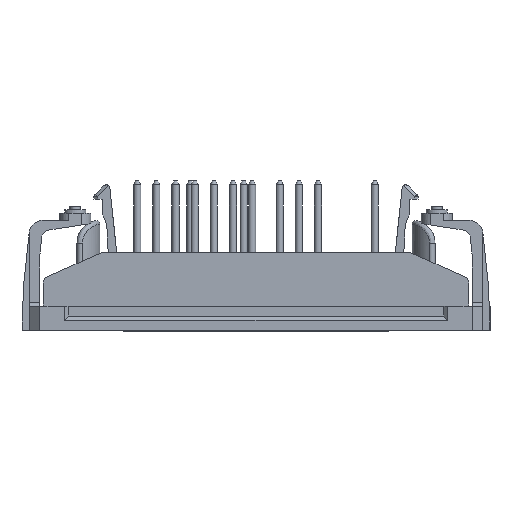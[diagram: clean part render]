
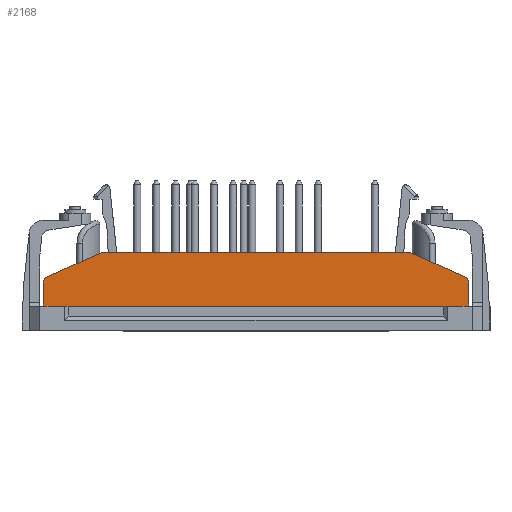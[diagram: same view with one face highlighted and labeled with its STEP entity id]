
A CAD part, front view. The second image highlights one B-rep face of the part: STEP entity #2168.
In plain terms, the highlighted planar face has unit normal (0, -1, 0).
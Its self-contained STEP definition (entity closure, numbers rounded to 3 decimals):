
#2168 = ADVANCED_FACE( '', ( #4781 ), #4782, .F. );
#4781 = FACE_OUTER_BOUND( '', #9420, .T. );
#4782 = PLANE( '', #9421 );
#9420 = EDGE_LOOP( '', ( #15775, #15776, #15777, #15778, #15779, #15780, #15781, #15782 ) );
#9421 = AXIS2_PLACEMENT_3D( '', #15783, #15784, #15785 );
#15775 = ORIENTED_EDGE( '', *, *, #20648, .F. );
#15776 = ORIENTED_EDGE( '', *, *, #20073, .T. );
#15777 = ORIENTED_EDGE( '', *, *, #18387, .F. );
#15778 = ORIENTED_EDGE( '', *, *, #19625, .F. );
#15779 = ORIENTED_EDGE( '', *, *, #19144, .F. );
#15780 = ORIENTED_EDGE( '', *, *, #20578, .T. );
#15781 = ORIENTED_EDGE( '', *, *, #19219, .F. );
#15782 = ORIENTED_EDGE( '', *, *, #20595, .F. );
#15783 = CARTESIAN_POINT( '', ( -20.75, -14.5, 11. ) );
#15784 = DIRECTION( '', ( 0., 1., 0. ) );
#15785 = DIRECTION( '', ( -1., 0., 0. ) );
#18387 = EDGE_CURVE( '', #21619, #21620, #21621, .T. );
#19144 = EDGE_CURVE( '', #22879, #22881, #22882, .T. );
#19219 = EDGE_CURVE( '', #23002, #23003, #23004, .T. );
#19625 = EDGE_CURVE( '', #22881, #21619, #23645, .T. );
#20073 = EDGE_CURVE( '', #24291, #21620, #24292, .F. );
#20578 = EDGE_CURVE( '', #22879, #23003, #24965, .F. );
#20595 = EDGE_CURVE( '', #24983, #23002, #24985, .T. );
#20648 = EDGE_CURVE( '', #24291, #24983, #25050, .T. );
#21619 = VERTEX_POINT( '', #26857 );
#21620 = VERTEX_POINT( '', #26858 );
#21621 = LINE( '', #26859, #26860 );
#22879 = VERTEX_POINT( '', #28812 );
#22881 = VERTEX_POINT( '', #28815 );
#22882 = LINE( '', #28816, #28817 );
#23002 = VERTEX_POINT( '', #29003 );
#23003 = VERTEX_POINT( '', #29004 );
#23004 = LINE( '', #29005, #29006 );
#23645 = LINE( '', #29946, #29947 );
#24291 = VERTEX_POINT( '', #30894 );
#24292 = CIRCLE( '', #30895, 1. );
#24965 = CIRCLE( '', #31948, 1. );
#24983 = VERTEX_POINT( '', #31974 );
#24985 = LINE( '', #31977, #31978 );
#25050 = LINE( '', #32066, #32067 );
#26857 = CARTESIAN_POINT( '', ( 21.65, -14.5, 11. ) );
#26858 = CARTESIAN_POINT( '', ( 29.406, -14.5, 7.553 ) );
#26859 = CARTESIAN_POINT( '', ( -13.756, -14.5, 26.736 ) );
#26860 = VECTOR( '', #33082, 1000. );
#28812 = CARTESIAN_POINT( '', ( -29.406, -14.5, 7.553 ) );
#28815 = CARTESIAN_POINT( '', ( -21.65, -14.5, 11. ) );
#28816 = CARTESIAN_POINT( '', ( -20.898, -14.5, 11.334 ) );
#28817 = VECTOR( '', #33843, 1000. );
#29003 = CARTESIAN_POINT( '', ( -30., -14.5, 3.4 ) );
#29004 = CARTESIAN_POINT( '', ( -30., -14.5, 6.639 ) );
#29005 = CARTESIAN_POINT( '', ( -30., -14.5, 7.289 ) );
#29006 = VECTOR( '', #33916, 1000. );
#29946 = CARTESIAN_POINT( '', ( -20.75, -14.5, 11. ) );
#29947 = VECTOR( '', #34310, 1000. );
#30894 = CARTESIAN_POINT( '', ( 30., -14.5, 6.639 ) );
#30895 = AXIS2_PLACEMENT_3D( '', #34701, #34702, #34703 );
#31948 = AXIS2_PLACEMENT_3D( '', #35124, #35125, #35126 );
#31974 = CARTESIAN_POINT( '', ( 30., -14.5, 3.4 ) );
#31977 = CARTESIAN_POINT( '', ( -32., -14.5, 3.4 ) );
#31978 = VECTOR( '', #35136, 1000. );
#32066 = CARTESIAN_POINT( '', ( 30., -14.5, 3.4 ) );
#32067 = VECTOR( '', #35169, 1000. );
#33082 = DIRECTION( '', ( 0.914, 0., -0.406 ) );
#33843 = DIRECTION( '', ( 0.914, 0., 0.406 ) );
#33916 = DIRECTION( '', ( 0., 0., 1. ) );
#34310 = DIRECTION( '', ( 1., 0., 0. ) );
#34701 = CARTESIAN_POINT( '', ( 29., -14.5, 6.639 ) );
#34702 = DIRECTION( '', ( 0., 1., 0. ) );
#34703 = DIRECTION( '', ( -1., 0., 0. ) );
#35124 = CARTESIAN_POINT( '', ( -29., -14.5, 6.639 ) );
#35125 = DIRECTION( '', ( 0., 1., 0. ) );
#35126 = DIRECTION( '', ( -1., 0., 0. ) );
#35136 = DIRECTION( '', ( -1., 0., 0. ) );
#35169 = DIRECTION( '', ( 0., 0., -1. ) );
